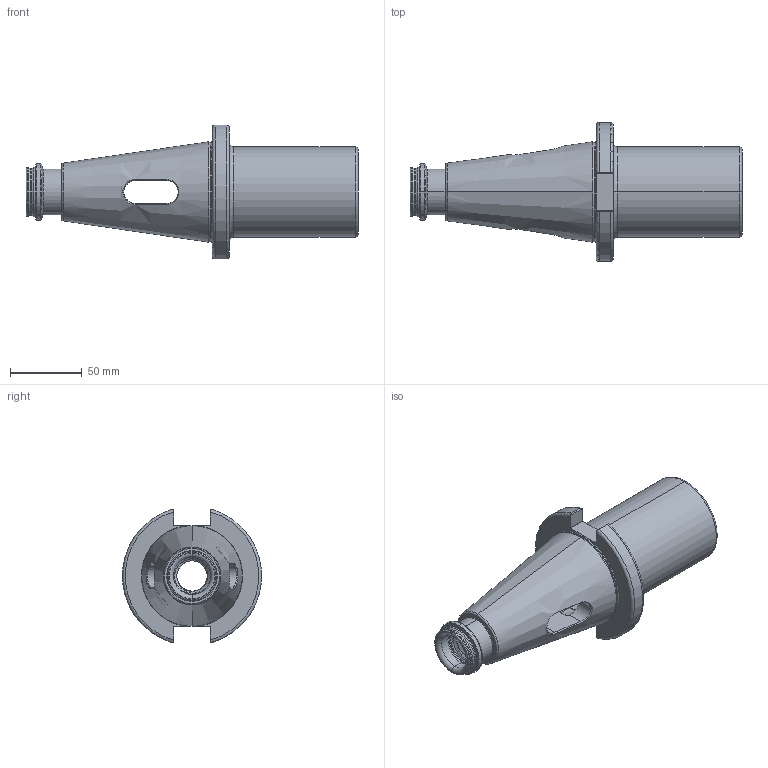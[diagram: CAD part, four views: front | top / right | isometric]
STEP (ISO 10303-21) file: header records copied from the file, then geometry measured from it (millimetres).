
FILE_DESCRIPTION (( 'STEP AP203' ), '1' );
FILE_NAME ('501.07.05.STEP', '2016-10-25T03:01:36', ( '' ), ( '' ), 'SwSTEP 2.0', 'SolidWorks 2012', '' );
FILE_SCHEMA (( 'CONFIG_CONTROL_DESIGN' ));
Length unit declared in the file: millimetre
Products named in the file (1): 501.07.05
Bounding box: 231.8 x 96.94 x 93.38 mm (x, y, z)
Volume: 406793.7 mm3; surface area: 79191.4 mm2
Topology: 1 solids, 1 shells, 141 faces, 350 edges, 213 vertices
Faces by surface type: cylinder 52, torus 37, plane 25, cone 17, bspline 10
Entity records: 9008 total; most frequent: CARTESIAN_POINT 5756, ORIENTED_EDGE 700, DIRECTION 646, EDGE_CURVE 350, AXIS2_PLACEMENT_3D 267, VERTEX_POINT 213, EDGE_LOOP 149, FACE_OUTER_BOUND 141
